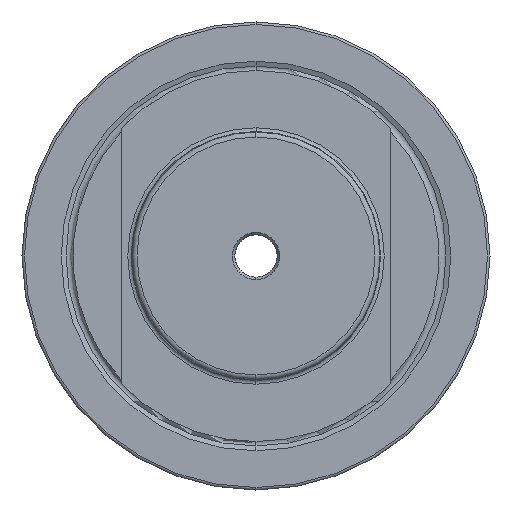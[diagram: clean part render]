
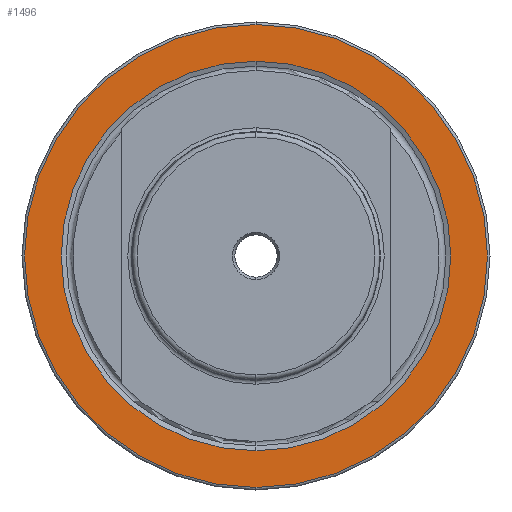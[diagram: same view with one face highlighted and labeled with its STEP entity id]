
A CAD part, left-side view. The second image highlights one B-rep face of the part: STEP entity #1496.
In plain terms, the highlighted planar face has unit normal (-1, 0, 0).
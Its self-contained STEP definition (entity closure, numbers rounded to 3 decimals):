
#26 = DIRECTION ( 'NONE',  ( 0., 0., -1. ) ) ;
#27 = DIRECTION ( 'NONE',  ( 1., 0., 0. ) ) ;
#29 = PLANE ( 'NONE',  #4128 ) ;
#30 = FACE_OUTER_BOUND ( 'NONE', #4434, .T. ) ;
#32 = FACE_BOUND ( 'NONE', #4429, .T. ) ;
#36 = CARTESIAN_POINT ( 'NONE',  ( 50., 0., 39.126 ) ) ;
#500 = CARTESIAN_POINT ( 'NONE',  ( 50., 0., -46.5 ) ) ;
#502 = CARTESIAN_POINT ( 'NONE',  ( 50., 0., 46.5 ) ) ;
#507 = CARTESIAN_POINT ( 'NONE',  ( 50., 0., -39.126 ) ) ;
#509 = CARTESIAN_POINT ( 'NONE',  ( 50., 0., 39.126 ) ) ;
#1067 = DIRECTION ( 'NONE',  ( 0., 0., 1. ) ) ;
#1068 = DIRECTION ( 'NONE',  ( -1., 0., 0. ) ) ;
#1069 = CARTESIAN_POINT ( 'NONE',  ( 50., 0., 0. ) ) ;
#1070 = DIRECTION ( 'NONE',  ( 0., 0., 1. ) ) ;
#1071 = DIRECTION ( 'NONE',  ( -1., 0., 0. ) ) ;
#1072 = CARTESIAN_POINT ( 'NONE',  ( 50., 0., 0. ) ) ;
#1496 = ADVANCED_FACE ( 'NONE', ( #32, #30 ), #29, .F. ) ;
#1738 = EDGE_CURVE ( 'NONE', #4297, #4296, #2604, .T. ) ;
#1742 = EDGE_CURVE ( 'NONE', #4301, #4302, #3544, .T. ) ;
#1966 = EDGE_CURVE ( 'NONE', #4296, #4297, #2268, .T. ) ;
#1967 = EDGE_CURVE ( 'NONE', #4302, #4301, #2270, .T. ) ;
#2268 = CIRCLE ( 'NONE', #2271, 39.126 ) ;
#2270 = CIRCLE ( 'NONE', #2273, 46.5 ) ;
#2271 = AXIS2_PLACEMENT_3D ( 'NONE', #1072, #1071, #1070 ) ;
#2273 = AXIS2_PLACEMENT_3D ( 'NONE', #1069, #1068, #1067 ) ;
#2604 = CIRCLE ( 'NONE', #2610, 39.126 ) ;
#2610 = AXIS2_PLACEMENT_3D ( 'NONE', #2718, #2717, #2716 ) ;
#2704 = DIRECTION ( 'NONE',  ( 0., 0., 1. ) ) ;
#2705 = DIRECTION ( 'NONE',  ( -1., 0., 0. ) ) ;
#2706 = CARTESIAN_POINT ( 'NONE',  ( 50., 0., 0. ) ) ;
#2716 = DIRECTION ( 'NONE',  ( 0., 0., 1. ) ) ;
#2717 = DIRECTION ( 'NONE',  ( -1., 0., 0. ) ) ;
#2718 = CARTESIAN_POINT ( 'NONE',  ( 50., 0., 0. ) ) ;
#3480 = ORIENTED_EDGE ( 'NONE', *, *, #1967, .T. ) ;
#3481 = ORIENTED_EDGE ( 'NONE', *, *, #1742, .T. ) ;
#3482 = ORIENTED_EDGE ( 'NONE', *, *, #1738, .F. ) ;
#3484 = ORIENTED_EDGE ( 'NONE', *, *, #1966, .F. ) ;
#3544 = CIRCLE ( 'NONE', #3545, 46.5 ) ;
#3545 = AXIS2_PLACEMENT_3D ( 'NONE', #2706, #2705, #2704 ) ;
#4128 = AXIS2_PLACEMENT_3D ( 'NONE', #36, #27, #26 ) ;
#4296 = VERTEX_POINT ( 'NONE', #509 ) ;
#4297 = VERTEX_POINT ( 'NONE', #507 ) ;
#4301 = VERTEX_POINT ( 'NONE', #502 ) ;
#4302 = VERTEX_POINT ( 'NONE', #500 ) ;
#4429 = EDGE_LOOP ( 'NONE', ( #3484, #3482 ) ) ;
#4434 = EDGE_LOOP ( 'NONE', ( #3481, #3480 ) ) ;
